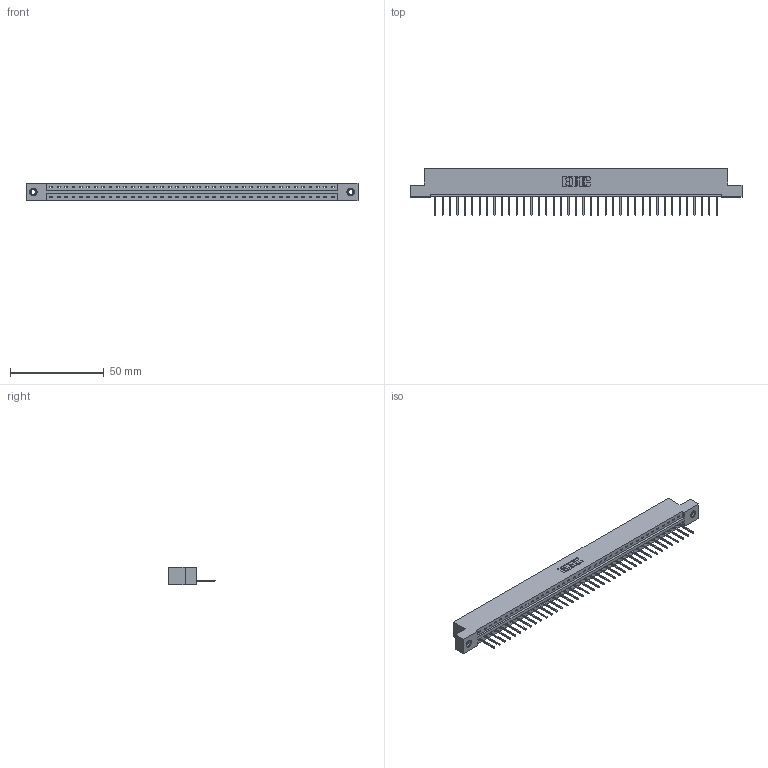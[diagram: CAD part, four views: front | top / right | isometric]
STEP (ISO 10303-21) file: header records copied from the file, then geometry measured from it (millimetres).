
FILE_DESCRIPTION (( 'STEP AP203' ), '1' );
FILE_NAME ('387-039-523-107.STEP', '2019-10-04T17:06:33', ( '' ), ( '' ), 'SwSTEP 2.0', 'SolidWorks 2016', '' );
FILE_SCHEMA (( 'CONFIG_CONTROL_DESIGN' ));
Length unit declared in the file: inch
Products named in the file (4): 387-039-523-107; 345-250-001_345-250-005-103; 345-292-001_345-293-123; 337 Part_Flush Mounting Lugs - 0.156 Dia-TI
Assembly tree (42 placements, depth 2):
  387-039-523-107
    337 Part_Flush Mounting Lugs - 0.156 Dia-TI
    345-292-001_345-293-123  x39
    345-250-001_345-250-005-103  x2
Bounding box: 177.55 x 25.15 x 9.4 mm (x, y, z)
Volume: 18386.8 mm3; surface area: 19058.8 mm2
Topology: 42 solids, 42 shells, 2592 faces, 7779 edges, 5126 vertices
Faces by surface type: plane 1896, cylinder 680, cone 12, torus 4
Entity records: 30582 total; most frequent: CARTESIAN_POINT 5306, ORIENTED_EDGE 5274, DIRECTION 4505, EDGE_CURVE 2637, VECTOR 2489, LINE 2489, VERTEX_POINT 1752, AXIS2_PLACEMENT_3D 1008
